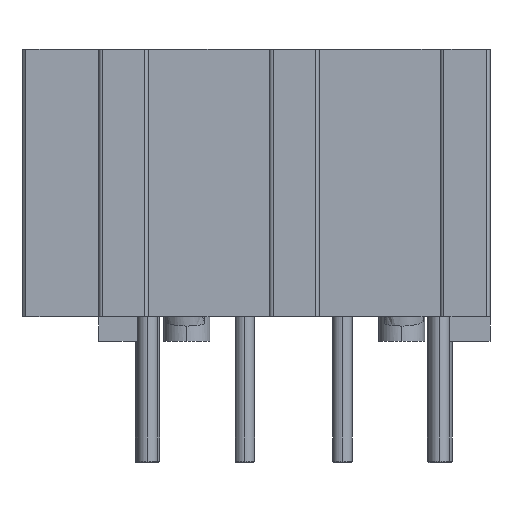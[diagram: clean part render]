
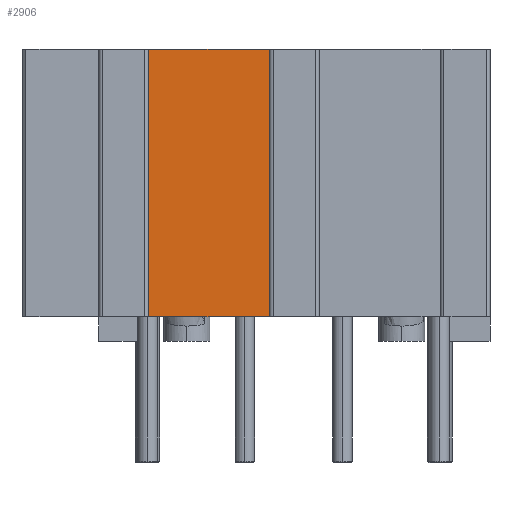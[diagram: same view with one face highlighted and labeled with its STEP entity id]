
A CAD part, left-side view. The second image highlights one B-rep face of the part: STEP entity #2906.
In plain terms, the highlighted planar face has unit normal (-1, 0, 0).
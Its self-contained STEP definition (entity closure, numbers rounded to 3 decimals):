
#185 = ORIENTED_EDGE ( 'NONE', *, *, #1486, .F. ) ;
#204 = VECTOR ( 'NONE', #4746, 1000. ) ;
#604 = VECTOR ( 'NONE', #2743, 1000. ) ;
#616 = VERTEX_POINT ( 'NONE', #3701 ) ;
#671 = CARTESIAN_POINT ( 'NONE',  ( -8.73, 0.65, 0.64 ) ) ;
#868 = DIRECTION ( 'NONE',  ( 0., 0., -1. ) ) ;
#915 = VERTEX_POINT ( 'NONE', #4158 ) ;
#1029 = LINE ( 'NONE', #671, #4021 ) ;
#1066 = AXIS2_PLACEMENT_3D ( 'NONE', #4339, #4394, #868 ) ;
#1486 = EDGE_CURVE ( 'NONE', #3337, #616, #1029, .T. ) ;
#1734 = EDGE_CURVE ( 'NONE', #2369, #915, #4106, .T. ) ;
#1936 = PLANE ( 'NONE',  #1066 ) ;
#1962 = LINE ( 'NONE', #5106, #204 ) ;
#1985 = CARTESIAN_POINT ( 'NONE',  ( -8.73, 3.8, 7.62 ) ) ;
#2042 = ORIENTED_EDGE ( 'NONE', *, *, #1734, .F. ) ;
#2226 = DIRECTION ( 'NONE',  ( 0., 1., 0. ) ) ;
#2369 = VERTEX_POINT ( 'NONE', #3550 ) ;
#2743 = DIRECTION ( 'NONE',  ( 0., 0., 1. ) ) ;
#2781 = FACE_OUTER_BOUND ( 'NONE', #3596, .T. ) ;
#2854 = CARTESIAN_POINT ( 'NONE',  ( -8.73, 0., 7.62 ) ) ;
#2906 = ADVANCED_FACE ( 'NONE', ( #2781 ), #1936, .F. ) ;
#3034 = CARTESIAN_POINT ( 'NONE',  ( -8.73, 0.65, 0.64 ) ) ;
#3098 = EDGE_CURVE ( 'NONE', #616, #2369, #3998, .T. ) ;
#3337 = VERTEX_POINT ( 'NONE', #3034 ) ;
#3507 = ORIENTED_EDGE ( 'NONE', *, *, #5011, .F. ) ;
#3550 = CARTESIAN_POINT ( 'NONE',  ( -8.73, 3.8, 7.62 ) ) ;
#3596 = EDGE_LOOP ( 'NONE', ( #3507, #2042, #3738, #185 ) ) ;
#3701 = CARTESIAN_POINT ( 'NONE',  ( -8.73, 3.8, 0.64 ) ) ;
#3738 = ORIENTED_EDGE ( 'NONE', *, *, #3098, .F. ) ;
#3998 = LINE ( 'NONE', #1985, #604 ) ;
#4021 = VECTOR ( 'NONE', #2226, 1000. ) ;
#4106 = LINE ( 'NONE', #2854, #4918 ) ;
#4158 = CARTESIAN_POINT ( 'NONE',  ( -8.73, 0.65, 7.62 ) ) ;
#4339 = CARTESIAN_POINT ( 'NONE',  ( -8.73, 0.65, 7.62 ) ) ;
#4394 = DIRECTION ( 'NONE',  ( 1., 0., 0. ) ) ;
#4515 = DIRECTION ( 'NONE',  ( 0., -1., 0. ) ) ;
#4746 = DIRECTION ( 'NONE',  ( 0., 0., -1. ) ) ;
#4918 = VECTOR ( 'NONE', #4515, 1000. ) ;
#5011 = EDGE_CURVE ( 'NONE', #915, #3337, #1962, .T. ) ;
#5106 = CARTESIAN_POINT ( 'NONE',  ( -8.73, 0.65, 7.62 ) ) ;
